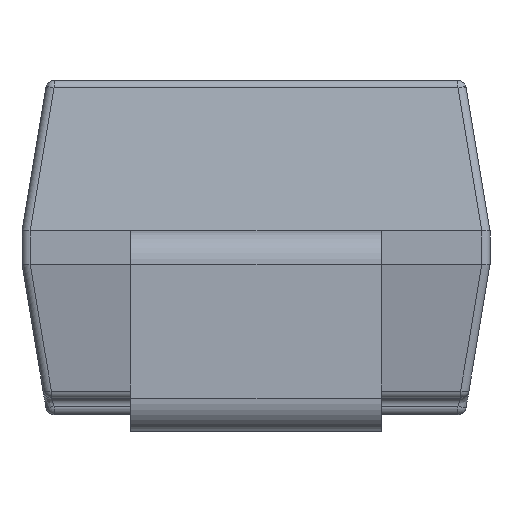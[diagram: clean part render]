
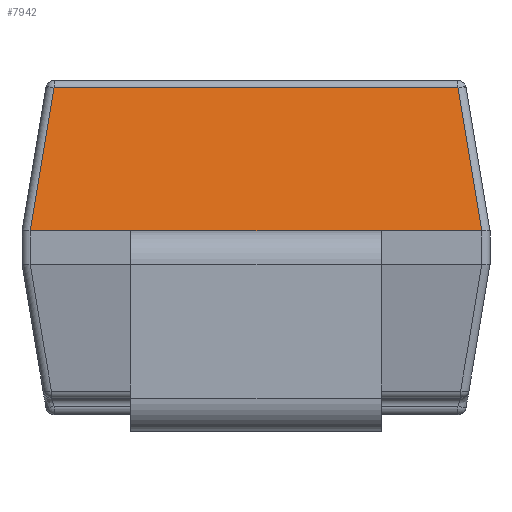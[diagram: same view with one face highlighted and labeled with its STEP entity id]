
A CAD part, left-side view. The second image highlights one B-rep face of the part: STEP entity #7942.
In plain terms, the highlighted planar face has unit normal (-0.986, 0, 0.164).
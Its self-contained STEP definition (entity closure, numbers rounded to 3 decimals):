
#596=FACE_OUTER_BOUND('',#1059,.T.);
#1059=EDGE_LOOP('',(#5274,#5275,#5276,#5277,#5278,#5279,#5280,#5281));
#1528=LINE('',#10745,#2364);
#1626=LINE('',#11403,#2462);
#1635=LINE('',#11423,#2471);
#1636=LINE('',#11424,#2472);
#1637=LINE('',#11425,#2473);
#1638=LINE('',#11427,#2474);
#1639=LINE('',#11429,#2475);
#1640=LINE('',#11430,#2476);
#2364=VECTOR('',#8926,1.);
#2462=VECTOR('',#9040,1.);
#2471=VECTOR('',#9055,1.);
#2472=VECTOR('',#9056,10.);
#2473=VECTOR('',#9057,1.);
#2474=VECTOR('',#9058,10.);
#2475=VECTOR('',#9059,1.);
#2476=VECTOR('',#9060,1.);
#3199=VERTEX_POINT('',#10741);
#3201=VERTEX_POINT('',#10744);
#3327=VERTEX_POINT('',#11397);
#3329=VERTEX_POINT('',#11401);
#3336=VERTEX_POINT('',#11421);
#3337=VERTEX_POINT('',#11422);
#3338=VERTEX_POINT('',#11426);
#3339=VERTEX_POINT('',#11428);
#3956=EDGE_CURVE('',#3199,#3201,#1528,.T.);
#4086=EDGE_CURVE('',#3329,#3327,#1626,.T.);
#4095=EDGE_CURVE('',#3336,#3337,#1635,.T.);
#4096=EDGE_CURVE('',#3337,#3201,#1636,.T.);
#4097=EDGE_CURVE('',#3327,#3199,#1637,.T.);
#4098=EDGE_CURVE('',#3329,#3338,#1638,.T.);
#4099=EDGE_CURVE('',#3338,#3339,#1639,.T.);
#4100=EDGE_CURVE('',#3339,#3336,#1640,.T.);
#5274=ORIENTED_EDGE('',*,*,#4095,.T.);
#5275=ORIENTED_EDGE('',*,*,#4096,.T.);
#5276=ORIENTED_EDGE('',*,*,#3956,.F.);
#5277=ORIENTED_EDGE('',*,*,#4097,.F.);
#5278=ORIENTED_EDGE('',*,*,#4086,.F.);
#5279=ORIENTED_EDGE('',*,*,#4098,.T.);
#5280=ORIENTED_EDGE('',*,*,#4099,.T.);
#5281=ORIENTED_EDGE('',*,*,#4100,.T.);
#7485=PLANE('',#8427);
#7942=ADVANCED_FACE('',(#596),#7485,.T.);
#8427=AXIS2_PLACEMENT_3D('',#11420,#9053,#9054);
#8926=DIRECTION('',(0.,1.,0.));
#9040=DIRECTION('',(0.,1.,0.));
#9053=DIRECTION('center_axis',(-0.986,0.,0.164));
#9054=DIRECTION('ref_axis',(0.,1.,0.));
#9055=DIRECTION('',(-0.162,0.162,-0.973));
#9056=DIRECTION('',(-0.007,-0.999,-0.041));
#9057=DIRECTION('',(0.,1.,0.));
#9058=DIRECTION('',(0.007,-0.999,0.041));
#9059=DIRECTION('',(0.162,0.162,0.973));
#9060=DIRECTION('',(0.,1.,0.));
#10741=CARTESIAN_POINT('',(-2.2,0.75,1.2));
#10744=CARTESIAN_POINT('',(-2.2,1.35,1.2));
#10745=CARTESIAN_POINT('',(-2.2,1.4,1.2));
#11397=CARTESIAN_POINT('',(-2.2,-0.75,1.2));
#11401=CARTESIAN_POINT('',(-2.2,-1.35,1.2));
#11403=CARTESIAN_POINT('',(-2.2,1.4,1.2));
#11420=CARTESIAN_POINT('Origin',(-2.05,0.,2.1));
#11421=CARTESIAN_POINT('',(-2.057,1.208,2.058));
#11422=CARTESIAN_POINT('',(-2.2,1.351,1.2));
#11423=CARTESIAN_POINT('',(-2.018,1.169,2.29));
#11424=CARTESIAN_POINT('',(-2.2,1.351,1.2));
#11425=CARTESIAN_POINT('',(-2.2,1.4,1.2));
#11426=CARTESIAN_POINT('',(-2.2,-1.351,1.2));
#11427=CARTESIAN_POINT('',(-2.2,-1.35,1.2));
#11428=CARTESIAN_POINT('',(-2.057,-1.208,2.058));
#11429=CARTESIAN_POINT('',(-2.018,-1.169,2.29));
#11430=CARTESIAN_POINT('',(-2.057,1.25,2.058));
